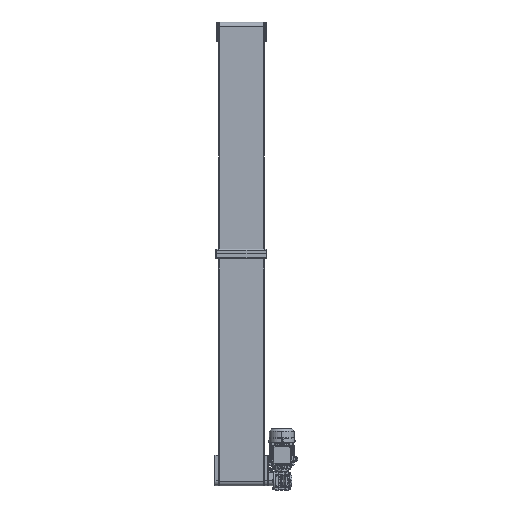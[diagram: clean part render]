
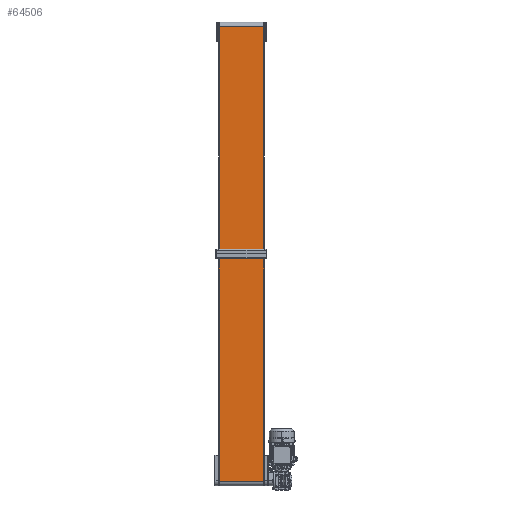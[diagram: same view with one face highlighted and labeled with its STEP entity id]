
A CAD part, front view. The second image highlights one B-rep face of the part: STEP entity #64506.
In plain terms, the highlighted planar face has unit normal (0, -1, 0).
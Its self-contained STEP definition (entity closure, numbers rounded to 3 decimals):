
#13531 = VECTOR ( 'NONE', #156669, 1000. ) ;
#17736 = VECTOR ( 'NONE', #149112, 1000. ) ;
#18321 = CARTESIAN_POINT ( 'NONE',  ( 2.5, -22.282, 1886.891 ) ) ;
#23623 = EDGE_CURVE ( 'NONE', #87037, #157024, #191930, .T. ) ;
#23892 = DIRECTION ( 'NONE',  ( 0., 0., 1. ) ) ;
#30303 = LINE ( 'NONE', #163686, #17736 ) ;
#32218 = ORIENTED_EDGE ( 'NONE', *, *, #148104, .T. ) ;
#34544 = ORIENTED_EDGE ( 'NONE', *, *, #129264, .T. ) ;
#34623 = PLANE ( 'NONE',  #141634 ) ;
#37179 = DIRECTION ( 'NONE',  ( 0., 0., -1. ) ) ;
#55241 = VERTEX_POINT ( 'NONE', #18321 ) ;
#62485 = CARTESIAN_POINT ( 'NONE',  ( 197.5, -22.282, -114.891 ) ) ;
#62928 = FACE_OUTER_BOUND ( 'NONE', #178956, .T. ) ;
#63359 = CARTESIAN_POINT ( 'NONE',  ( 2.5, -22.282, -114.891 ) ) ;
#64506 = ADVANCED_FACE ( 'NONE', ( #62928 ), #34623, .F. ) ;
#78206 = LINE ( 'NONE', #139520, #108335 ) ;
#85880 = EDGE_CURVE ( 'NONE', #119629, #87037, #78206, .T. ) ;
#87037 = VERTEX_POINT ( 'NONE', #106942 ) ;
#89547 = VECTOR ( 'NONE', #135607, 1000. ) ;
#106942 = CARTESIAN_POINT ( 'NONE',  ( 197.5, -22.282, -114.891 ) ) ;
#108335 = VECTOR ( 'NONE', #37179, 1000. ) ;
#119629 = VERTEX_POINT ( 'NONE', #152333 ) ;
#129264 = EDGE_CURVE ( 'NONE', #119629, #55241, #185897, .T. ) ;
#135607 = DIRECTION ( 'NONE',  ( -1., 0., 0. ) ) ;
#139520 = CARTESIAN_POINT ( 'NONE',  ( 197.5, -22.282, -114.891 ) ) ;
#141634 = AXIS2_PLACEMENT_3D ( 'NONE', #168952, #188375, #23892 ) ;
#148104 = EDGE_CURVE ( 'NONE', #55241, #157024, #30303, .T. ) ;
#149112 = DIRECTION ( 'NONE',  ( 0., 0., -1. ) ) ;
#152333 = CARTESIAN_POINT ( 'NONE',  ( 197.5, -22.282, 1886.891 ) ) ;
#156669 = DIRECTION ( 'NONE',  ( -1., 0., 0. ) ) ;
#157024 = VERTEX_POINT ( 'NONE', #63359 ) ;
#157127 = ORIENTED_EDGE ( 'NONE', *, *, #23623, .F. ) ;
#157622 = CARTESIAN_POINT ( 'NONE',  ( 197.5, -22.282, 1886.891 ) ) ;
#163686 = CARTESIAN_POINT ( 'NONE',  ( 2.5, -22.282, -114.891 ) ) ;
#168952 = CARTESIAN_POINT ( 'NONE',  ( 197.5, -22.282, -114.891 ) ) ;
#178956 = EDGE_LOOP ( 'NONE', ( #32218, #157127, #189773, #34544 ) ) ;
#185897 = LINE ( 'NONE', #157622, #13531 ) ;
#188375 = DIRECTION ( 'NONE',  ( 0., 1., 0. ) ) ;
#189773 = ORIENTED_EDGE ( 'NONE', *, *, #85880, .F. ) ;
#191930 = LINE ( 'NONE', #62485, #89547 ) ;
